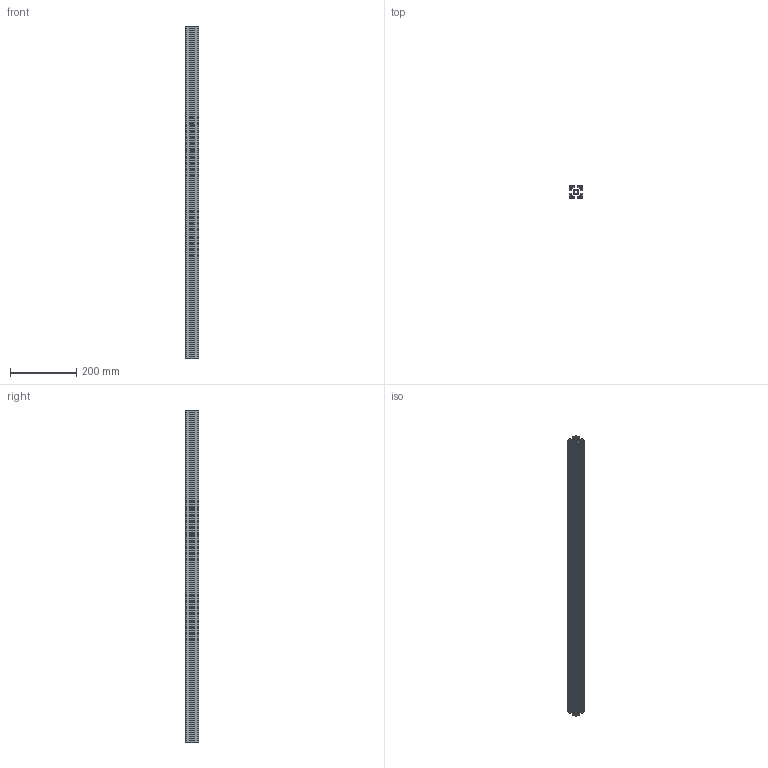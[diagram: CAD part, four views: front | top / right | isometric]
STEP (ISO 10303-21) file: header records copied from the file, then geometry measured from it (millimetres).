
FILE_DESCRIPTION (( 'STEP AP203' ), '1' );
FILE_NAME ('444 Ïðîôèëü êîíñòðóêöèîííûé 40õ40, Ô = 10 ìì.step', '2025-10-31T09:11:29', ( '' ), ( '' ), 'SwSTEP 2.0', 'SolidWorks 2025', '' );
FILE_SCHEMA (( 'CONFIG_CONTROL_DESIGN' ));
Length unit declared in the file: millimetre
Products named in the file (2): 444 Профиль конструкционный 40х40, Ф = 10 мм; 444 Профиль конструкционный 40х40, Ф = 10 мм_00
Assembly tree (1 placements, depth 2):
  444 Профиль конструкционный 40х40, Ф = 10 мм
    444 Профиль конструкционный 40х40, Ф = 10 мм_00
Bounding box: 40 x 40 x 1000 mm (x, y, z)
Volume: 550001.5 mm3; surface area: 500211.8 mm2
Topology: 1 solids, 1 shells, 294 faces, 876 edges, 584 vertices
Faces by surface type: cylinder 172, plane 122
Entity records: 10220 total; most frequent: DIRECTION 1816, CARTESIAN_POINT 1758, ORIENTED_EDGE 1752, EDGE_CURVE 876, AXIS2_PLACEMENT_3D 642, VERTEX_POINT 584, LINE 532, VECTOR 532
